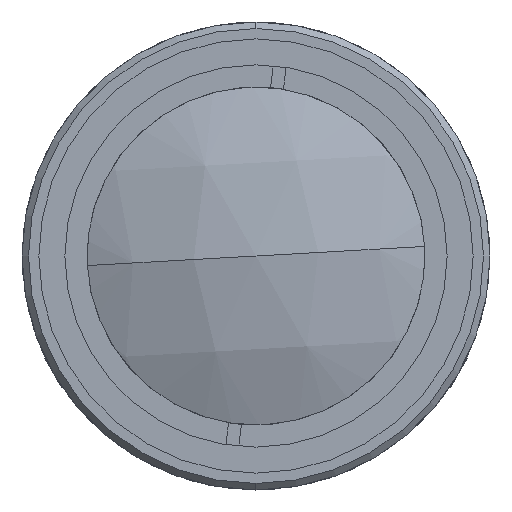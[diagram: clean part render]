
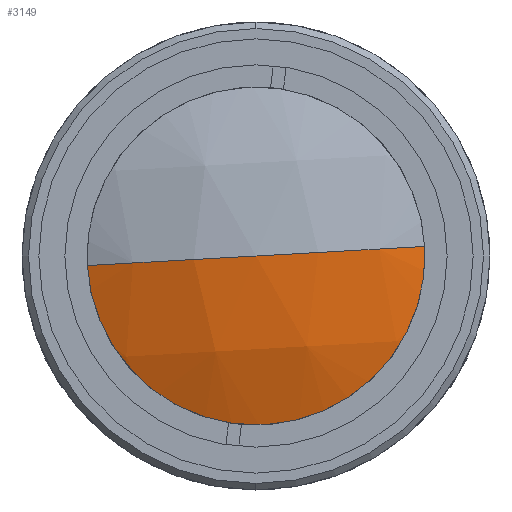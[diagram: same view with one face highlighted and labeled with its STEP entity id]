
A CAD part, left-side view. The second image highlights one B-rep face of the part: STEP entity #3149.
In plain terms, the highlighted spherical face has radius 34.13 mm.
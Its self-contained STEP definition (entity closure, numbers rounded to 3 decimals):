
#148 = FACE_OUTER_BOUND ( 'NONE', #982, .T. ) ;
#438 = VERTEX_POINT ( 'NONE', #1897 ) ;
#936 = AXIS2_PLACEMENT_3D ( 'NONE', #1873, #4093, #3765 ) ;
#982 = EDGE_LOOP ( 'NONE', ( #3300, #1181, #3339 ) ) ;
#1134 = DIRECTION ( 'NONE',  ( 0., -0.057, -0.998 ) ) ;
#1162 = DIRECTION ( 'NONE',  ( 0., 0.998, -0.057 ) ) ;
#1181 = ORIENTED_EDGE ( 'NONE', *, *, #1297, .T. ) ;
#1297 = EDGE_CURVE ( 'NONE', #3602, #438, #4262, .T. ) ;
#1522 = VERTEX_POINT ( 'NONE', #2002 ) ;
#1562 = CIRCLE ( 'NONE', #936, 34.13 ) ;
#1643 = CIRCLE ( 'NONE', #2256, 14. ) ;
#1655 = EDGE_CURVE ( 'NONE', #1522, #438, #1562, .T. ) ;
#1873 = CARTESIAN_POINT ( 'NONE',  ( 42.13, 0., 0. ) ) ;
#1897 = CARTESIAN_POINT ( 'NONE',  ( 8., 0., 0. ) ) ;
#1987 = CARTESIAN_POINT ( 'NONE',  ( 42.13, 0., 0. ) ) ;
#2002 = CARTESIAN_POINT ( 'NONE',  ( 11.003, 13.977, -0.794 ) ) ;
#2056 = EDGE_CURVE ( 'NONE', #1522, #3602, #1643, .T. ) ;
#2205 = DIRECTION ( 'NONE',  ( 0., 0.998, -0.057 ) ) ;
#2256 = AXIS2_PLACEMENT_3D ( 'NONE', #3321, #2941, #4115 ) ;
#2941 = DIRECTION ( 'NONE',  ( -1., 0., 0. ) ) ;
#2958 = CARTESIAN_POINT ( 'NONE',  ( 42.13, 0., 0. ) ) ;
#3149 = ADVANCED_FACE ( 'NONE', ( #148 ), #4218, .T. ) ;
#3150 = CARTESIAN_POINT ( 'NONE',  ( 11.003, -13.977, 0.794 ) ) ;
#3300 = ORIENTED_EDGE ( 'NONE', *, *, #2056, .T. ) ;
#3321 = CARTESIAN_POINT ( 'NONE',  ( 11.003, 0., 0. ) ) ;
#3339 = ORIENTED_EDGE ( 'NONE', *, *, #1655, .F. ) ;
#3602 = VERTEX_POINT ( 'NONE', #3150 ) ;
#3738 = AXIS2_PLACEMENT_3D ( 'NONE', #1987, #3782, #1162 ) ;
#3765 = DIRECTION ( 'NONE',  ( 0., -0.998, 0.057 ) ) ;
#3782 = DIRECTION ( 'NONE',  ( 0., -0.057, -0.998 ) ) ;
#4093 = DIRECTION ( 'NONE',  ( 0., 0.057, 0.998 ) ) ;
#4115 = DIRECTION ( 'NONE',  ( 0., 0.057, 0.998 ) ) ;
#4218 = SPHERICAL_SURFACE ( 'NONE', #3738, 34.13 ) ;
#4262 = CIRCLE ( 'NONE', #4652, 34.13 ) ;
#4652 = AXIS2_PLACEMENT_3D ( 'NONE', #2958, #1134, #2205 ) ;
